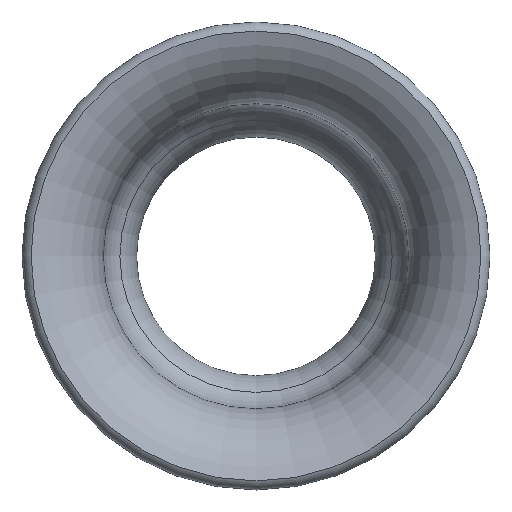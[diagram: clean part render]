
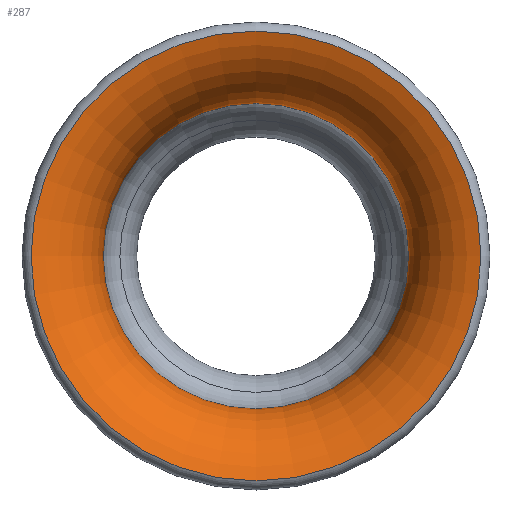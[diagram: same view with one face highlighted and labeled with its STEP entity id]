
A CAD part, top view. The second image highlights one B-rep face of the part: STEP entity #287.
In plain terms, the highlighted toroidal (fillet/blend) face has major radius 26 mm and minor radius 10 mm.
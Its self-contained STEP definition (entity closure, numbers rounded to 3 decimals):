
#61=TOROIDAL_SURFACE('',#313,26.,10.);
#69=FACE_BOUND('',#105,.T.);
#82=FACE_OUTER_BOUND('',#104,.T.);
#104=EDGE_LOOP('',(#225));
#105=EDGE_LOOP('',(#226));
#134=CIRCLE('',#312,16.);
#135=CIRCLE('',#314,23.55);
#158=VERTEX_POINT('',#508);
#159=VERTEX_POINT('',#511);
#188=EDGE_CURVE('',#158,#158,#134,.T.);
#189=EDGE_CURVE('',#159,#159,#135,.T.);
#225=ORIENTED_EDGE('',*,*,#189,.T.);
#226=ORIENTED_EDGE('',*,*,#188,.T.);
#287=ADVANCED_FACE('',(#82,#69),#61,.T.);
#312=AXIS2_PLACEMENT_3D('',#509,#352,#353);
#313=AXIS2_PLACEMENT_3D('',#510,#354,#355);
#314=AXIS2_PLACEMENT_3D('',#512,#356,#357);
#352=DIRECTION('center_axis',(0.,0.,-1.));
#353=DIRECTION('ref_axis',(-1.,0.,0.));
#354=DIRECTION('center_axis',(0.,0.,
-1.));
#355=DIRECTION('ref_axis',(-1.,0.,0.));
#356=DIRECTION('center_axis',(0.,0.,1.));
#357=DIRECTION('ref_axis',(-1.,0.,0.));
#508=CARTESIAN_POINT('',(16.,0.,13.45));
#509=CARTESIAN_POINT('Origin',(0.,0.,13.45));
#510=CARTESIAN_POINT('Origin',(0.,0.,
13.45));
#511=CARTESIAN_POINT('',(23.55,0.,23.145));
#512=CARTESIAN_POINT('Origin',(0.,0.,23.145));
